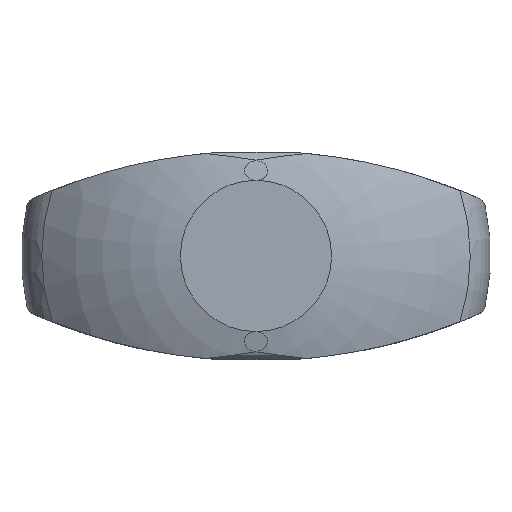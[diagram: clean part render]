
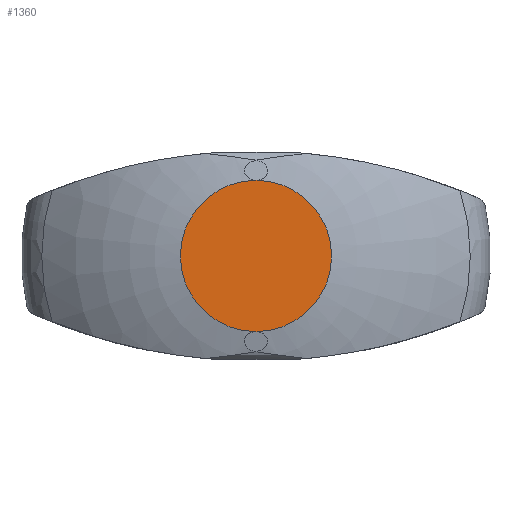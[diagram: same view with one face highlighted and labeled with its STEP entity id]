
A CAD part, top view. The second image highlights one B-rep face of the part: STEP entity #1360.
In plain terms, the highlighted planar face has unit normal (0, 0, 1).
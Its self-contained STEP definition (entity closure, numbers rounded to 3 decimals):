
#866=VERTEX_POINT('',#2196);
#1360=ADVANCED_FACE('',(#2733),#2734,.T.);
#1570=EDGE_CURVE('',#1604,#866,#2960,.T.);
#1604=VERTEX_POINT('',#2995);
#1720=EDGE_CURVE('',#866,#1604,#3122,.T.);
#2196=CARTESIAN_POINT('',(0.0,-5.8,31.));
#2733=FACE_OUTER_BOUND('',#5447,.T.);
#2734=PLANE('',#5448);
#2960=CIRCLE('',#6106,5.8);
#2995=CARTESIAN_POINT('',(0.0,5.8,31.));
#3122=CIRCLE('',#6504,5.8);
#5447=EDGE_LOOP('',(#8078,#8079));
#5448=AXIS2_PLACEMENT_3D('',#8080,#8081,#8082);
#6106=AXIS2_PLACEMENT_3D('',#8321,#8322,#8323);
#6504=AXIS2_PLACEMENT_3D('',#8503,#8504,#8505);
#8078=ORIENTED_EDGE('',*,*,#1720,.F.);
#8079=ORIENTED_EDGE('',*,*,#1570,.F.);
#8080=CARTESIAN_POINT('',(-2.9,0.,31.0));
#8081=DIRECTION('',(-0.0,0.,1.0));
#8082=DIRECTION('',(1.0,0.0,0.0));
#8321=CARTESIAN_POINT('',(0.0,0.,31.0));
#8322=DIRECTION('',(-0.0,0.,-1.0));
#8323=DIRECTION('',(-1.0,0.0,0.0));
#8503=CARTESIAN_POINT('',(0.0,0.,31.0));
#8504=DIRECTION('',(-0.0,0.,-1.0));
#8505=DIRECTION('',(-1.0,0.0,0.0));
